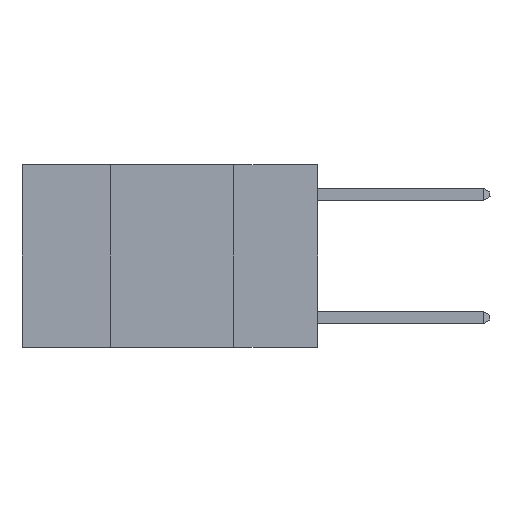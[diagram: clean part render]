
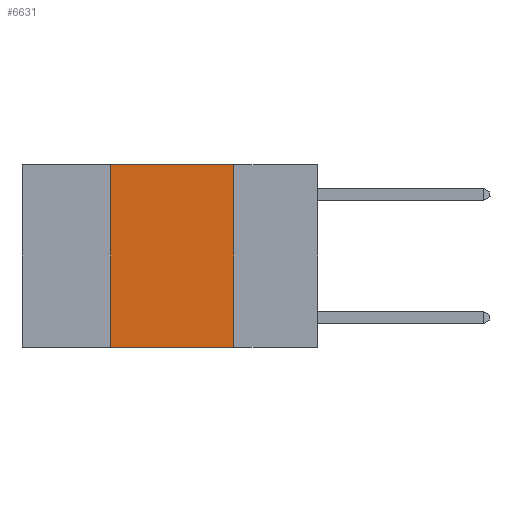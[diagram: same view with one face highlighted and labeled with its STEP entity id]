
A CAD part, left-side view. The second image highlights one B-rep face of the part: STEP entity #6631.
In plain terms, the highlighted planar face has unit normal (-1, 0, 0).
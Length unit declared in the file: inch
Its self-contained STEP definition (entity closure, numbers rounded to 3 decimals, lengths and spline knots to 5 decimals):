
#321 = CARTESIAN_POINT ( 'NONE',  ( 0., 0.6, -0.37 ) ) ;
#448 = VECTOR ( 'NONE', #8488, 39.37008 ) ;
#613 = DIRECTION ( 'NONE',  ( 0., -1., 0. ) ) ;
#1097 = VECTOR ( 'NONE', #2615, 39.37008 ) ;
#1975 = CARTESIAN_POINT ( 'NONE',  ( 0., 0.17, -0.37 ) ) ;
#2060 = VERTEX_POINT ( 'NONE', #12218 ) ;
#2615 = DIRECTION ( 'NONE',  ( 0., 0., 1. ) ) ;
#2654 = VECTOR ( 'NONE', #613, 39.37008 ) ;
#3045 = LINE ( 'NONE', #15701, #2654 ) ;
#3289 = DIRECTION ( 'NONE',  ( 1., 0., 0. ) ) ;
#4284 = LINE ( 'NONE', #12184, #448 ) ;
#6568 = EDGE_LOOP ( 'NONE', ( #11116, #8188, #11490, #14809 ) ) ;
#6631 = ADVANCED_FACE ( 'NONE', ( #7931 ), #10779, .F. ) ;
#6748 = CARTESIAN_POINT ( 'NONE',  ( 0., 0.42, -0.37 ) ) ;
#7097 = EDGE_CURVE ( 'NONE', #15210, #13923, #7914, .T. ) ;
#7530 = VECTOR ( 'NONE', #10431, 39.37008 ) ;
#7914 = LINE ( 'NONE', #321, #7530 ) ;
#7931 = FACE_OUTER_BOUND ( 'NONE', #6568, .T. ) ;
#8188 = ORIENTED_EDGE ( 'NONE', *, *, #11904, .F. ) ;
#8488 = DIRECTION ( 'NONE',  ( 0., 0., -1. ) ) ;
#8871 = VERTEX_POINT ( 'NONE', #14786 ) ;
#10426 = EDGE_CURVE ( 'NONE', #15210, #2060, #14013, .T. ) ;
#10431 = DIRECTION ( 'NONE',  ( 0., -1., 0. ) ) ;
#10729 = CARTESIAN_POINT ( 'NONE',  ( 0., 0.6, 0. ) ) ;
#10779 = PLANE ( 'NONE',  #13987 ) ;
#11116 = ORIENTED_EDGE ( 'NONE', *, *, #15481, .F. ) ;
#11490 = ORIENTED_EDGE ( 'NONE', *, *, #10426, .F. ) ;
#11904 = EDGE_CURVE ( 'NONE', #2060, #8871, #3045, .T. ) ;
#12032 = DIRECTION ( 'NONE',  ( 0., 0., -1. ) ) ;
#12184 = CARTESIAN_POINT ( 'NONE',  ( 0., 0.17, 0. ) ) ;
#12218 = CARTESIAN_POINT ( 'NONE',  ( 0., 0.42, 0. ) ) ;
#12610 = CARTESIAN_POINT ( 'NONE',  ( 0., 0.42, 0. ) ) ;
#13923 = VERTEX_POINT ( 'NONE', #1975 ) ;
#13987 = AXIS2_PLACEMENT_3D ( 'NONE', #10729, #3289, #12032 ) ;
#14013 = LINE ( 'NONE', #12610, #1097 ) ;
#14786 = CARTESIAN_POINT ( 'NONE',  ( 0., 0.17, 0. ) ) ;
#14809 = ORIENTED_EDGE ( 'NONE', *, *, #7097, .T. ) ;
#15210 = VERTEX_POINT ( 'NONE', #6748 ) ;
#15481 = EDGE_CURVE ( 'NONE', #8871, #13923, #4284, .T. ) ;
#15701 = CARTESIAN_POINT ( 'NONE',  ( 0., 0.6, 0. ) ) ;
